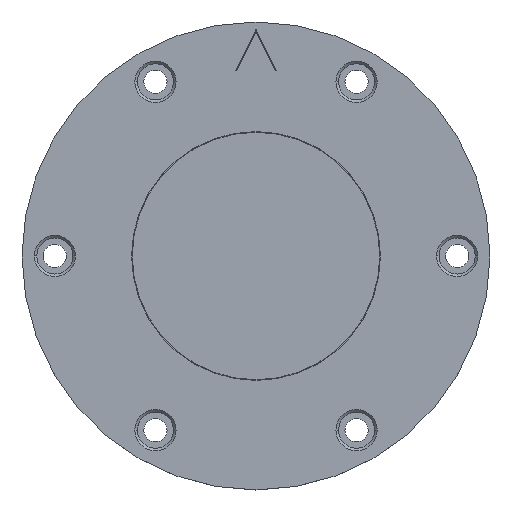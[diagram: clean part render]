
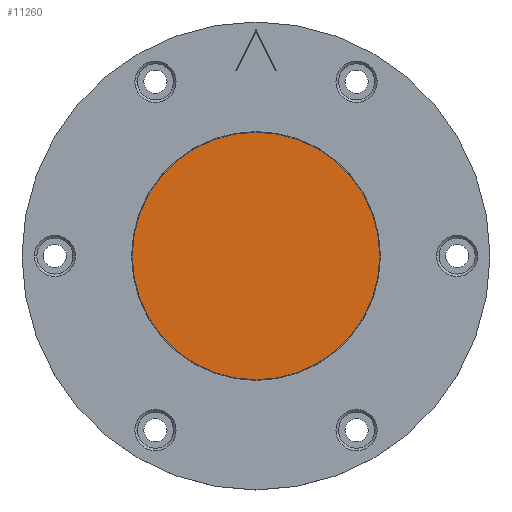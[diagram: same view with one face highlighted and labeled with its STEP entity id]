
A CAD part, top view. The second image highlights one B-rep face of the part: STEP entity #11260.
In plain terms, the highlighted face is planar.
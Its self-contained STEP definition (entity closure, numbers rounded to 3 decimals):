
#146 = CARTESIAN_POINT ( 'NONE',  ( 44.135, -65.951, -27.365 ) ) ;
#570 = DIRECTION ( 'NONE',  ( 0., -1., 0. ) ) ;
#698 = DIRECTION ( 'NONE',  ( 0., 0., -1. ) ) ;
#1639 = VERTEX_POINT ( 'NONE', #7444 ) ;
#2815 = AXIS2_PLACEMENT_3D ( 'NONE', #146, #10978, #14435 ) ;
#4050 = CARTESIAN_POINT ( 'NONE',  ( 44.135, -65.951, -27.365 ) ) ;
#5310 = ORIENTED_EDGE ( 'NONE', *, *, #18748, .T. ) ;
#6496 = FACE_OUTER_BOUND ( 'NONE', #14777, .T. ) ;
#7097 = AXIS2_PLACEMENT_3D ( 'NONE', #4050, #570, #698 ) ;
#7444 = CARTESIAN_POINT ( 'NONE',  ( 44.135, -65.951, 20.635 ) ) ;
#7973 = EDGE_CURVE ( 'NONE', #15320, #1639, #9967, .T. ) ;
#9847 = CARTESIAN_POINT ( 'NONE',  ( 44.135, -65.951, -27.365 ) ) ;
#9967 = CIRCLE ( 'NONE', #23294, 48. ) ;
#10043 = PLANE ( 'NONE',  #2815 ) ;
#10978 = DIRECTION ( 'NONE',  ( 0., 1., 0. ) ) ;
#11260 = ADVANCED_FACE ( 'NONE', ( #6496 ), #10043, .F. ) ;
#12346 = CARTESIAN_POINT ( 'NONE',  ( 44.135, -65.951, -75.365 ) ) ;
#14435 = DIRECTION ( 'NONE',  ( 0., 0., 1. ) ) ;
#14777 = EDGE_LOOP ( 'NONE', ( #22198, #5310 ) ) ;
#14852 = DIRECTION ( 'NONE',  ( 0., 0., -1. ) ) ;
#15320 = VERTEX_POINT ( 'NONE', #12346 ) ;
#16212 = CIRCLE ( 'NONE', #7097, 48. ) ;
#17098 = DIRECTION ( 'NONE',  ( 0., -1., 0. ) ) ;
#18748 = EDGE_CURVE ( 'NONE', #1639, #15320, #16212, .T. ) ;
#22198 = ORIENTED_EDGE ( 'NONE', *, *, #7973, .T. ) ;
#23294 = AXIS2_PLACEMENT_3D ( 'NONE', #9847, #17098, #14852 ) ;
